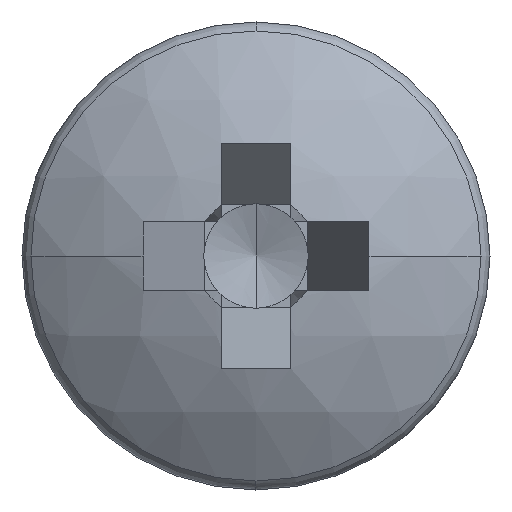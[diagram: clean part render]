
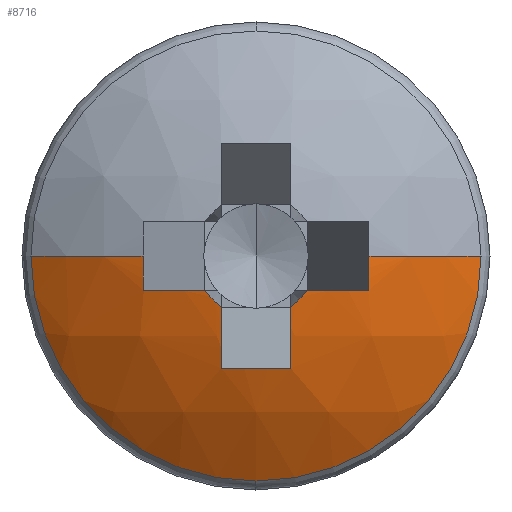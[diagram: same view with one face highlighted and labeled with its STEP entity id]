
A CAD part, left-side view. The second image highlights one B-rep face of the part: STEP entity #8716.
In plain terms, the highlighted spherical face has radius 4 mm.
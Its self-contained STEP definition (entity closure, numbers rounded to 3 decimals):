
#4 = DIRECTION ( 'NONE',  ( 0.446, 0.895, 0. ) ) ;
#88 = ORIENTED_EDGE ( 'NONE', *, *, #3770, .T. ) ;
#188 = AXIS2_PLACEMENT_3D ( 'NONE', #5186, #723, #6564 ) ;
#255 = VERTEX_POINT ( 'NONE', #669 ) ;
#333 = CARTESIAN_POINT ( 'NONE',  ( 4., 0., 0. ) ) ;
#386 = VERTEX_POINT ( 'NONE', #3075 ) ;
#472 = CIRCLE ( 'NONE', #884, 2.404 ) ;
#474 = ORIENTED_EDGE ( 'NONE', *, *, #2330, .T. ) ;
#514 = DIRECTION ( 'NONE',  ( 0., 0., 1. ) ) ;
#527 = CARTESIAN_POINT ( 'NONE',  ( 0.186, 1.207, 0. ) ) ;
#669 = CARTESIAN_POINT ( 'NONE',  ( 0.202, 1.199, -0.37 ) ) ;
#723 = DIRECTION ( 'NONE',  ( -1., 0., 0. ) ) ;
#829 = EDGE_CURVE ( 'NONE', #255, #2019, #2205, .T. ) ;
#884 = AXIS2_PLACEMENT_3D ( 'NONE', #4589, #3101, #8194 ) ;
#1005 = CARTESIAN_POINT ( 'NONE',  ( 0.186, -1.207, 0. ) ) ;
#1086 = EDGE_CURVE ( 'NONE', #7636, #8950, #3113, .T. ) ;
#1119 = DIRECTION ( 'NONE',  ( 0., 0., -1. ) ) ;
#1382 = DIRECTION ( 'NONE',  ( -1., 0., 0. ) ) ;
#1429 = CARTESIAN_POINT ( 'NONE',  ( 0.054, -0.543, -0.37 ) ) ;
#1581 = EDGE_CURVE ( 'NONE', #386, #2403, #472, .T. ) ;
#1755 = CARTESIAN_POINT ( 'NONE',  ( 0.202, -0.37, -1.199 ) ) ;
#1827 = EDGE_CURVE ( 'NONE', #8199, #9428, #4141, .T. ) ;
#1979 = DIRECTION ( 'NONE',  ( 1., 0., 0. ) ) ;
#2019 = VERTEX_POINT ( 'NONE', #5830 ) ;
#2033 = DIRECTION ( 'NONE',  ( 0., 1., 0. ) ) ;
#2056 = CIRCLE ( 'NONE', #2614, 4. ) ;
#2177 = CARTESIAN_POINT ( 'NONE',  ( 0.803, -2.404, 0. ) ) ;
#2205 = CIRCLE ( 'NONE', #3954, 3.983 ) ;
#2303 = AXIS2_PLACEMENT_3D ( 'NONE', #4392, #4, #5129 ) ;
#2330 = EDGE_CURVE ( 'NONE', #7900, #7636, #2056, .T. ) ;
#2403 = VERTEX_POINT ( 'NONE', #7971 ) ;
#2614 = AXIS2_PLACEMENT_3D ( 'NONE', #2630, #1119, #3341 ) ;
#2630 = CARTESIAN_POINT ( 'NONE',  ( 4., 0., 0. ) ) ;
#2703 = CARTESIAN_POINT ( 'NONE',  ( 3.723, 0., 0.556 ) ) ;
#2904 = CARTESIAN_POINT ( 'NONE',  ( 4., 0.37, 0. ) ) ;
#3026 = AXIS2_PLACEMENT_3D ( 'NONE', #5616, #514, #1979 ) ;
#3075 = CARTESIAN_POINT ( 'NONE',  ( 0.803, 2.404, 0. ) ) ;
#3095 = AXIS2_PLACEMENT_3D ( 'NONE', #8428, #4692, #9055 ) ;
#3101 = DIRECTION ( 'NONE',  ( -1., 0., 0. ) ) ;
#3113 = CIRCLE ( 'NONE', #3095, 3.951 ) ;
#3260 = CIRCLE ( 'NONE', #8166, 3.983 ) ;
#3275 = AXIS2_PLACEMENT_3D ( 'NONE', #6193, #6933, #7685 ) ;
#3341 = DIRECTION ( 'NONE',  ( 0., 1., 0. ) ) ;
#3489 = AXIS2_PLACEMENT_3D ( 'NONE', #2703, #7950, #4220 ) ;
#3659 = FACE_OUTER_BOUND ( 'NONE', #7643, .T. ) ;
#3770 = EDGE_CURVE ( 'NONE', #8199, #4437, #5598, .T. ) ;
#3877 = EDGE_CURVE ( 'NONE', #9428, #5526, #4095, .T. ) ;
#3888 = ORIENTED_EDGE ( 'NONE', *, *, #7298, .F. ) ;
#3954 = AXIS2_PLACEMENT_3D ( 'NONE', #5753, #5010, #5788 ) ;
#4020 = DIRECTION ( 'NONE',  ( 0., 0., -1. ) ) ;
#4095 = CIRCLE ( 'NONE', #188, 0.657 ) ;
#4141 = CIRCLE ( 'NONE', #9421, 3.983 ) ;
#4220 = DIRECTION ( 'NONE',  ( -0.895, 0., -0.446 ) ) ;
#4392 = CARTESIAN_POINT ( 'NONE',  ( 3.723, -0.556, 0. ) ) ;
#4437 = VERTEX_POINT ( 'NONE', #6709 ) ;
#4584 = CIRCLE ( 'NONE', #3275, 0.657 ) ;
#4589 = CARTESIAN_POINT ( 'NONE',  ( 0.803, 0., 0. ) ) ;
#4692 = DIRECTION ( 'NONE',  ( 0.446, -0.895, 0. ) ) ;
#4762 = AXIS2_PLACEMENT_3D ( 'NONE', #6415, #7229, #5761 ) ;
#4964 = ORIENTED_EDGE ( 'NONE', *, *, #8110, .F. ) ;
#5010 = DIRECTION ( 'NONE',  ( 0., 0., 1. ) ) ;
#5022 = CARTESIAN_POINT ( 'NONE',  ( 4., -0.37, 0. ) ) ;
#5129 = DIRECTION ( 'NONE',  ( -0.895, 0.446, 0. ) ) ;
#5131 = CARTESIAN_POINT ( 'NONE',  ( 0.054, 0.37, -0.543 ) ) ;
#5177 = CARTESIAN_POINT ( 'NONE',  ( 0.202, -1.199, -0.37 ) ) ;
#5186 = CARTESIAN_POINT ( 'NONE',  ( 0.054, 0., 0. ) ) ;
#5493 = EDGE_CURVE ( 'NONE', #9432, #4437, #3260, .T. ) ;
#5504 = AXIS2_PLACEMENT_3D ( 'NONE', #333, #4020, #9190 ) ;
#5526 = VERTEX_POINT ( 'NONE', #1429 ) ;
#5598 = CIRCLE ( 'NONE', #3489, 3.951 ) ;
#5616 = CARTESIAN_POINT ( 'NONE',  ( 4., 0., -0.37 ) ) ;
#5717 = CIRCLE ( 'NONE', #4762, 4. ) ;
#5753 = CARTESIAN_POINT ( 'NONE',  ( 4., 0., -0.37 ) ) ;
#5761 = DIRECTION ( 'NONE',  ( 1., 0., 0. ) ) ;
#5776 = CARTESIAN_POINT ( 'NONE',  ( 0.054, -0.37, -0.543 ) ) ;
#5788 = DIRECTION ( 'NONE',  ( 1., 0., 0. ) ) ;
#5830 = CARTESIAN_POINT ( 'NONE',  ( 0.054, 0.543, -0.37 ) ) ;
#6008 = ORIENTED_EDGE ( 'NONE', *, *, #7883, .T. ) ;
#6014 = ORIENTED_EDGE ( 'NONE', *, *, #8766, .T. ) ;
#6193 = CARTESIAN_POINT ( 'NONE',  ( 0.054, 0., 0. ) ) ;
#6368 = ORIENTED_EDGE ( 'NONE', *, *, #1827, .F. ) ;
#6413 = SPHERICAL_SURFACE ( 'NONE', #5504, 4. ) ;
#6415 = CARTESIAN_POINT ( 'NONE',  ( 4., 0., 0. ) ) ;
#6564 = DIRECTION ( 'NONE',  ( 0., 0., -1. ) ) ;
#6581 = ORIENTED_EDGE ( 'NONE', *, *, #1581, .T. ) ;
#6593 = DIRECTION ( 'NONE',  ( 0., 0., -1. ) ) ;
#6709 = CARTESIAN_POINT ( 'NONE',  ( 0.202, 0.37, -1.199 ) ) ;
#6765 = ORIENTED_EDGE ( 'NONE', *, *, #3877, .F. ) ;
#6933 = DIRECTION ( 'NONE',  ( -1., 0., 0. ) ) ;
#7188 = AXIS2_PLACEMENT_3D ( 'NONE', #9412, #1382, #8496 ) ;
#7229 = DIRECTION ( 'NONE',  ( 0., 0., 1. ) ) ;
#7298 = EDGE_CURVE ( 'NONE', #5526, #8950, #7866, .T. ) ;
#7307 = DIRECTION ( 'NONE',  ( 0., -1., 0. ) ) ;
#7588 = CIRCLE ( 'NONE', #7188, 2.404 ) ;
#7636 = VERTEX_POINT ( 'NONE', #1005 ) ;
#7643 = EDGE_LOOP ( 'NONE', ( #6581, #6014, #474, #8601, #3888, #6765, #6368, #88, #8925, #4964, #7931, #6008, #9020 ) ) ;
#7685 = DIRECTION ( 'NONE',  ( 0., 0., -1. ) ) ;
#7866 = CIRCLE ( 'NONE', #3026, 3.983 ) ;
#7883 = EDGE_CURVE ( 'NONE', #255, #8342, #8071, .T. ) ;
#7900 = VERTEX_POINT ( 'NONE', #2177 ) ;
#7931 = ORIENTED_EDGE ( 'NONE', *, *, #829, .F. ) ;
#7950 = DIRECTION ( 'NONE',  ( 0.446, 0., -0.895 ) ) ;
#7971 = CARTESIAN_POINT ( 'NONE',  ( 0.803, 0., -2.404 ) ) ;
#8071 = CIRCLE ( 'NONE', #2303, 3.951 ) ;
#8110 = EDGE_CURVE ( 'NONE', #2019, #9432, #4584, .T. ) ;
#8166 = AXIS2_PLACEMENT_3D ( 'NONE', #2904, #7307, #6593 ) ;
#8194 = DIRECTION ( 'NONE',  ( 0., 0., 1. ) ) ;
#8199 = VERTEX_POINT ( 'NONE', #1755 ) ;
#8342 = VERTEX_POINT ( 'NONE', #527 ) ;
#8345 = EDGE_CURVE ( 'NONE', #386, #8342, #5717, .T. ) ;
#8428 = CARTESIAN_POINT ( 'NONE',  ( 3.723, 0.556, 0. ) ) ;
#8496 = DIRECTION ( 'NONE',  ( 0., 0., 1. ) ) ;
#8601 = ORIENTED_EDGE ( 'NONE', *, *, #1086, .T. ) ;
#8691 = DIRECTION ( 'NONE',  ( 0., 0., 1. ) ) ;
#8716 = ADVANCED_FACE ( 'NONE', ( #3659 ), #6413, .T. ) ;
#8766 = EDGE_CURVE ( 'NONE', #2403, #7900, #7588, .T. ) ;
#8925 = ORIENTED_EDGE ( 'NONE', *, *, #5493, .F. ) ;
#8950 = VERTEX_POINT ( 'NONE', #5177 ) ;
#9020 = ORIENTED_EDGE ( 'NONE', *, *, #8345, .F. ) ;
#9055 = DIRECTION ( 'NONE',  ( 0.895, 0.446, 0. ) ) ;
#9190 = DIRECTION ( 'NONE',  ( 0., 1., 0. ) ) ;
#9412 = CARTESIAN_POINT ( 'NONE',  ( 0.803, 0., 0. ) ) ;
#9421 = AXIS2_PLACEMENT_3D ( 'NONE', #5022, #2033, #8691 ) ;
#9428 = VERTEX_POINT ( 'NONE', #5776 ) ;
#9432 = VERTEX_POINT ( 'NONE', #5131 ) ;
